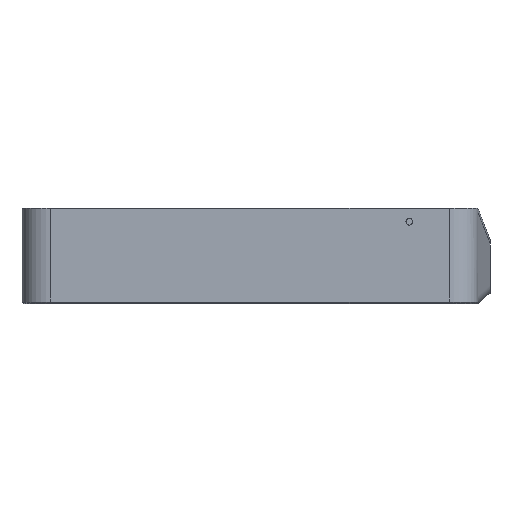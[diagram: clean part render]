
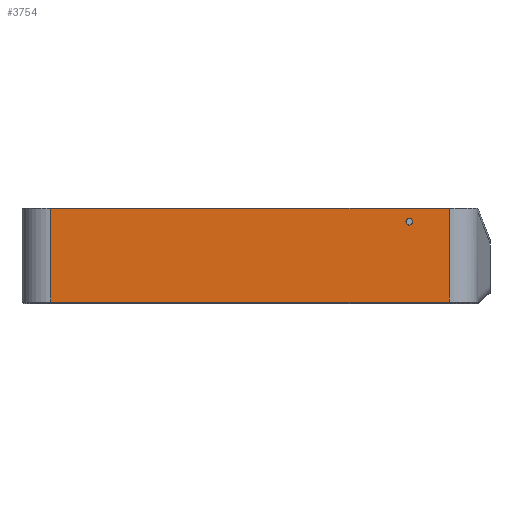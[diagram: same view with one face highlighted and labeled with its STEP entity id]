
A CAD part, left-side view. The second image highlights one B-rep face of the part: STEP entity #3754.
In plain terms, the highlighted planar face has unit normal (-1, 0, 0).
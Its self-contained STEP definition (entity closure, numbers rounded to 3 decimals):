
#221=LINE('',#6125,#470);
#294=LINE('',#6395,#543);
#317=LINE('',#6472,#566);
#318=LINE('',#6474,#567);
#470=VECTOR('',#5002,10.);
#543=VECTOR('',#5267,10.);
#566=VECTOR('',#5336,10.);
#567=VECTOR('',#5339,10.);
#856=FACE_BOUND('',#1405,.T.);
#1043=FACE_OUTER_BOUND('',#1404,.T.);
#1404=EDGE_LOOP('',(#3484,#3485,#3486,#3487));
#1405=EDGE_LOOP('',(#3488));
#1576=CIRCLE('',#4027,0.7);
#1814=VERTEX_POINT('',#5854);
#1887=VERTEX_POINT('',#6116);
#1889=VERTEX_POINT('',#6123);
#1959=VERTEX_POINT('',#6379);
#1966=VERTEX_POINT('',#6393);
#2224=EDGE_CURVE('',#1814,#1814,#1576,.T.);
#2331=EDGE_CURVE('',#1889,#1887,#221,.T.);
#2455=EDGE_CURVE('',#1966,#1959,#294,.T.);
#2486=EDGE_CURVE('',#1889,#1959,#317,.T.);
#2487=EDGE_CURVE('',#1887,#1966,#318,.T.);
#3484=ORIENTED_EDGE('',*,*,#2331,.F.);
#3485=ORIENTED_EDGE('',*,*,#2486,.T.);
#3486=ORIENTED_EDGE('',*,*,#2455,.F.);
#3487=ORIENTED_EDGE('',*,*,#2487,.F.);
#3488=ORIENTED_EDGE('',*,*,#2224,.T.);
#3565=PLANE('',#4211);
#3754=ADVANCED_FACE('',(#1043,#856),#3565,.T.);
#4027=AXIS2_PLACEMENT_3D('',#5855,#4806,#4807);
#4211=AXIS2_PLACEMENT_3D('',#6473,#5337,#5338);
#4806=DIRECTION('center_axis',(1.,0.,0.));
#4807=DIRECTION('ref_axis',(0.,-1.,0.));
#5002=DIRECTION('',(0.,1.,0.));
#5267=DIRECTION('',(0.,-1.,0.));
#5336=DIRECTION('',(0.,0.,1.));
#5337=DIRECTION('center_axis',(-1.,0.,0.));
#5338=DIRECTION('ref_axis',(0.,-1.,0.));
#5339=DIRECTION('',(0.,0.,1.));
#5854=CARTESIAN_POINT('',(-53.72,14.986,-2.873));
#5855=CARTESIAN_POINT('Origin',(-53.72,14.286,-2.873));
#6116=CARTESIAN_POINT('',(-53.72,89.05,-19.6));
#6123=CARTESIAN_POINT('',(-53.72,6.,-19.6));
#6125=CARTESIAN_POINT('',(-53.72,68.288,-19.6));
#6379=CARTESIAN_POINT('',(-53.72,6.,0.));
#6393=CARTESIAN_POINT('',(-53.72,89.05,0.));
#6395=CARTESIAN_POINT('',(-53.72,68.288,0.));
#6472=CARTESIAN_POINT('',(-53.72,6.,-20.));
#6473=CARTESIAN_POINT('Origin',(-53.72,89.05,-20.));
#6474=CARTESIAN_POINT('',(-53.72,89.05,-20.));
